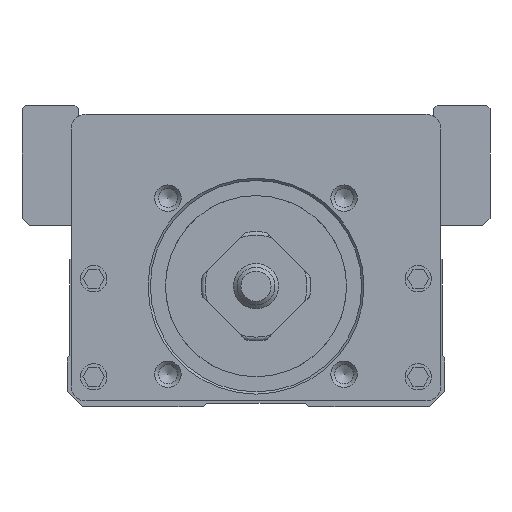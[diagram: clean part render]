
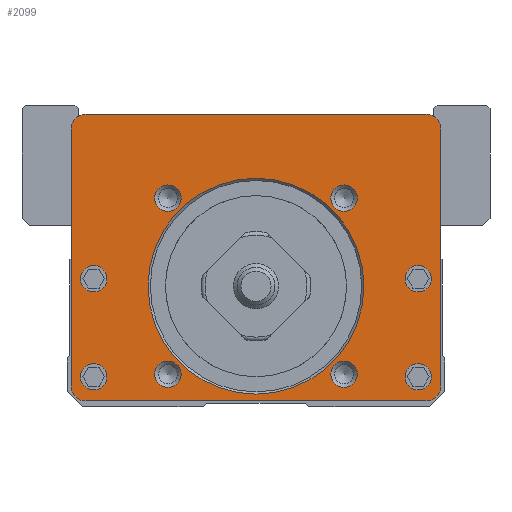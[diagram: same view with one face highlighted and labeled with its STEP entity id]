
A CAD part, front view. The second image highlights one B-rep face of the part: STEP entity #2099.
In plain terms, the highlighted planar face has unit normal (0, -1, 0).
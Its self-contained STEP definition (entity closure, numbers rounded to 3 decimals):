
#634=FACE_BOUND('',#5394,.T.);
#635=FACE_BOUND('',#5395,.T.);
#636=FACE_BOUND('',#5396,.T.);
#637=FACE_BOUND('',#5397,.T.);
#638=FACE_BOUND('',#5398,.T.);
#639=FACE_BOUND('',#5399,.T.);
#640=FACE_BOUND('',#5400,.T.);
#641=FACE_BOUND('',#5401,.T.);
#642=FACE_BOUND('',#5402,.T.);
#643=FACE_BOUND('',#5403,.T.);
#2099=ADVANCED_FACE('',(#634,#635,#636,#637,#638,#639,#640,#641,#642,#643),
#3119,.T.);
#3119=PLANE('',#23848);
#5394=EDGE_LOOP('',(#10683));
#5395=EDGE_LOOP('',(#10684));
#5396=EDGE_LOOP('',(#10685));
#5397=EDGE_LOOP('',(#10686));
#5398=EDGE_LOOP('',(#10687));
#5399=EDGE_LOOP('',(#10688));
#5400=EDGE_LOOP('',(#10689));
#5401=EDGE_LOOP('',(#10690));
#5402=EDGE_LOOP('',(#10691));
#5403=EDGE_LOOP('',(#10692,#10693,#10694,#10695,#10696,#10697,#10698,#10699));
#6437=CIRCLE('',#23811,2.);
#6439=CIRCLE('',#23814,2.);
#6455=CIRCLE('',#23837,14.3);
#6456=CIRCLE('',#23838,1.75);
#6457=CIRCLE('',#23839,1.75);
#6458=CIRCLE('',#23840,1.75);
#6459=CIRCLE('',#23841,1.75);
#6460=CIRCLE('',#23842,1.75);
#6461=CIRCLE('',#23843,1.75);
#6462=CIRCLE('',#23844,1.75);
#6463=CIRCLE('',#23845,1.75);
#6464=CIRCLE('',#23846,2.);
#6465=CIRCLE('',#23847,2.);
#10683=ORIENTED_EDGE('',*,*,#17080,.T.);
#10684=ORIENTED_EDGE('',*,*,#17081,.T.);
#10685=ORIENTED_EDGE('',*,*,#17082,.T.);
#10686=ORIENTED_EDGE('',*,*,#17083,.T.);
#10687=ORIENTED_EDGE('',*,*,#17084,.T.);
#10688=ORIENTED_EDGE('',*,*,#17085,.F.);
#10689=ORIENTED_EDGE('',*,*,#17086,.T.);
#10690=ORIENTED_EDGE('',*,*,#17087,.T.);
#10691=ORIENTED_EDGE('',*,*,#17088,.F.);
#10692=ORIENTED_EDGE('',*,*,#16883,.T.);
#10693=ORIENTED_EDGE('',*,*,#16966,.T.);
#10694=ORIENTED_EDGE('',*,*,#16931,.F.);
#10695=ORIENTED_EDGE('',*,*,#17089,.F.);
#10696=ORIENTED_EDGE('',*,*,#16952,.T.);
#10697=ORIENTED_EDGE('',*,*,#17090,.T.);
#10698=ORIENTED_EDGE('',*,*,#16918,.T.);
#10699=ORIENTED_EDGE('',*,*,#16968,.T.);
#14162=VERTEX_POINT('',#35263);
#14165=VERTEX_POINT('',#35268);
#14198=VERTEX_POINT('',#35343);
#14199=VERTEX_POINT('',#35345);
#14201=VERTEX_POINT('',#35351);
#14209=VERTEX_POINT('',#35368);
#14224=VERTEX_POINT('',#35406);
#14225=VERTEX_POINT('',#35408);
#14331=VERTEX_POINT('',#35768);
#14332=VERTEX_POINT('',#35770);
#14333=VERTEX_POINT('',#35772);
#14334=VERTEX_POINT('',#35774);
#14335=VERTEX_POINT('',#35776);
#14336=VERTEX_POINT('',#35778);
#14337=VERTEX_POINT('',#35780);
#14338=VERTEX_POINT('',#35782);
#14339=VERTEX_POINT('',#35784);
#16883=EDGE_CURVE('',#14162,#14165,#19477,.T.);
#16918=EDGE_CURVE('',#14199,#14198,#19511,.T.);
#16931=EDGE_CURVE('',#14209,#14201,#19523,.T.);
#16952=EDGE_CURVE('',#14225,#14224,#19537,.T.);
#16966=EDGE_CURVE('',#14165,#14201,#6437,.T.);
#16968=EDGE_CURVE('',#14198,#14162,#6439,.T.);
#17080=EDGE_CURVE('',#14331,#14331,#6455,.T.);
#17081=EDGE_CURVE('',#14332,#14332,#6456,.T.);
#17082=EDGE_CURVE('',#14333,#14333,#6457,.T.);
#17083=EDGE_CURVE('',#14334,#14334,#6458,.T.);
#17084=EDGE_CURVE('',#14335,#14335,#6459,.T.);
#17085=EDGE_CURVE('',#14336,#14336,#6460,.T.);
#17086=EDGE_CURVE('',#14337,#14337,#6461,.T.);
#17087=EDGE_CURVE('',#14338,#14338,#6462,.T.);
#17088=EDGE_CURVE('',#14339,#14339,#6463,.T.);
#17089=EDGE_CURVE('',#14225,#14209,#6464,.T.);
#17090=EDGE_CURVE('',#14224,#14199,#6465,.T.);
#19477=LINE('',#35269,#21765);
#19511=LINE('',#35344,#21799);
#19523=LINE('',#35369,#21811);
#19537=LINE('',#35407,#21825);
#21765=VECTOR('',#28206,1.);
#21799=VECTOR('',#28256,1.);
#21811=VECTOR('',#28272,1.);
#21825=VECTOR('',#28304,1.);
#23811=AXIS2_PLACEMENT_3D('',#35430,#28330,#28331);
#23814=AXIS2_PLACEMENT_3D('',#35433,#28336,#28337);
#23837=AXIS2_PLACEMENT_3D('',#35767,#28464,#28465);
#23838=AXIS2_PLACEMENT_3D('',#35769,#28466,#28467);
#23839=AXIS2_PLACEMENT_3D('',#35771,#28468,#28469);
#23840=AXIS2_PLACEMENT_3D('',#35773,#28470,#28471);
#23841=AXIS2_PLACEMENT_3D('',#35775,#28472,#28473);
#23842=AXIS2_PLACEMENT_3D('',#35777,#28474,#28475);
#23843=AXIS2_PLACEMENT_3D('',#35779,#28476,#28477);
#23844=AXIS2_PLACEMENT_3D('',#35781,#28478,#28479);
#23845=AXIS2_PLACEMENT_3D('',#35783,#28480,#28481);
#23846=AXIS2_PLACEMENT_3D('',#35785,#28482,#28483);
#23847=AXIS2_PLACEMENT_3D('',#35786,#28484,#28485);
#23848=AXIS2_PLACEMENT_3D('',#35787,#28486,#28487);
#28206=DIRECTION('',(-1.,0.,0.));
#28256=DIRECTION('',(0.,0.,1.));
#28272=DIRECTION('',(0.,0.,1.));
#28304=DIRECTION('',(1.,0.,0.));
#28330=DIRECTION('',(0.,-1.,0.));
#28331=DIRECTION('',(0.,0.,-1.));
#28336=DIRECTION('',(0.,-1.,0.));
#28337=DIRECTION('',(0.,0.,-1.));
#28464=DIRECTION('',(0.,1.,0.));
#28465=DIRECTION('',(0.,0.,-1.));
#28466=DIRECTION('',(0.,1.,0.));
#28467=DIRECTION('',(0.,0.,-1.));
#28468=DIRECTION('',(0.,1.,0.));
#28469=DIRECTION('',(0.,0.,-1.));
#28470=DIRECTION('',(0.,1.,0.));
#28471=DIRECTION('',(0.,0.,-1.));
#28472=DIRECTION('',(0.,1.,0.));
#28473=DIRECTION('',(0.,0.,-1.));
#28474=DIRECTION('',(0.,-1.,0.));
#28475=DIRECTION('',(-1.,0.,0.));
#28476=DIRECTION('',(0.,1.,0.));
#28477=DIRECTION('',(-1.,0.,0.));
#28478=DIRECTION('',(0.,1.,0.));
#28479=DIRECTION('',(1.,0.,0.));
#28480=DIRECTION('',(0.,-1.,0.));
#28481=DIRECTION('',(1.,0.,0.));
#28482=DIRECTION('',(0.,1.,0.));
#28483=DIRECTION('',(0.,0.,-1.));
#28484=DIRECTION('',(0.,-1.,0.));
#28485=DIRECTION('',(0.,0.,-1.));
#28486=DIRECTION('',(0.,-1.,0.));
#28487=DIRECTION('',(0.,0.,-1.));
#35263=CARTESIAN_POINT('',(22.868,-178.78,30.309));
#35268=CARTESIAN_POINT('',(-22.132,-178.78,30.309));
#35269=CARTESIAN_POINT('',(-24.132,-178.78,30.309));
#35343=CARTESIAN_POINT('',(24.868,-178.78,28.309));
#35344=CARTESIAN_POINT('',(24.868,-178.78,-7.691));
#35345=CARTESIAN_POINT('',(24.868,-178.78,-5.691));
#35351=CARTESIAN_POINT('',(-24.132,-178.78,28.309));
#35368=CARTESIAN_POINT('',(-24.132,-178.78,-5.691));
#35369=CARTESIAN_POINT('',(-24.132,-178.78,-7.691));
#35406=CARTESIAN_POINT('',(22.868,-178.78,-7.691));
#35407=CARTESIAN_POINT('',(-24.132,-178.78,-7.691));
#35408=CARTESIAN_POINT('',(-22.132,-178.78,-7.691));
#35430=CARTESIAN_POINT('',(-22.132,-178.78,28.309));
#35433=CARTESIAN_POINT('',(22.868,-178.78,28.309));
#35767=CARTESIAN_POINT('',(0.368,-178.78,7.509));
#35768=CARTESIAN_POINT('',(0.368,-178.78,-6.791));
#35769=CARTESIAN_POINT('',(-11.3,-178.78,-4.158));
#35770=CARTESIAN_POINT('',(-11.3,-178.78,-5.908));
#35771=CARTESIAN_POINT('',(12.035,-178.78,-4.158));
#35772=CARTESIAN_POINT('',(12.035,-178.78,-5.908));
#35773=CARTESIAN_POINT('',(12.035,-178.78,19.176));
#35774=CARTESIAN_POINT('',(12.035,-178.78,17.426));
#35775=CARTESIAN_POINT('',(-11.3,-178.78,19.176));
#35776=CARTESIAN_POINT('',(-11.3,-178.78,17.426));
#35777=CARTESIAN_POINT('',(-21.132,-178.78,8.509));
#35778=CARTESIAN_POINT('',(-22.882,-178.78,8.509));
#35779=CARTESIAN_POINT('',(-21.132,-178.78,-4.491));
#35780=CARTESIAN_POINT('',(-22.882,-178.78,-4.491));
#35781=CARTESIAN_POINT('',(21.868,-178.78,8.509));
#35782=CARTESIAN_POINT('',(23.618,-178.78,8.509));
#35783=CARTESIAN_POINT('',(21.868,-178.78,-4.491));
#35784=CARTESIAN_POINT('',(23.618,-178.78,-4.491));
#35785=CARTESIAN_POINT('',(-22.132,-178.78,-5.691));
#35786=CARTESIAN_POINT('',(22.868,-178.78,-5.691));
#35787=CARTESIAN_POINT('',(-24.132,-178.78,38.509));
